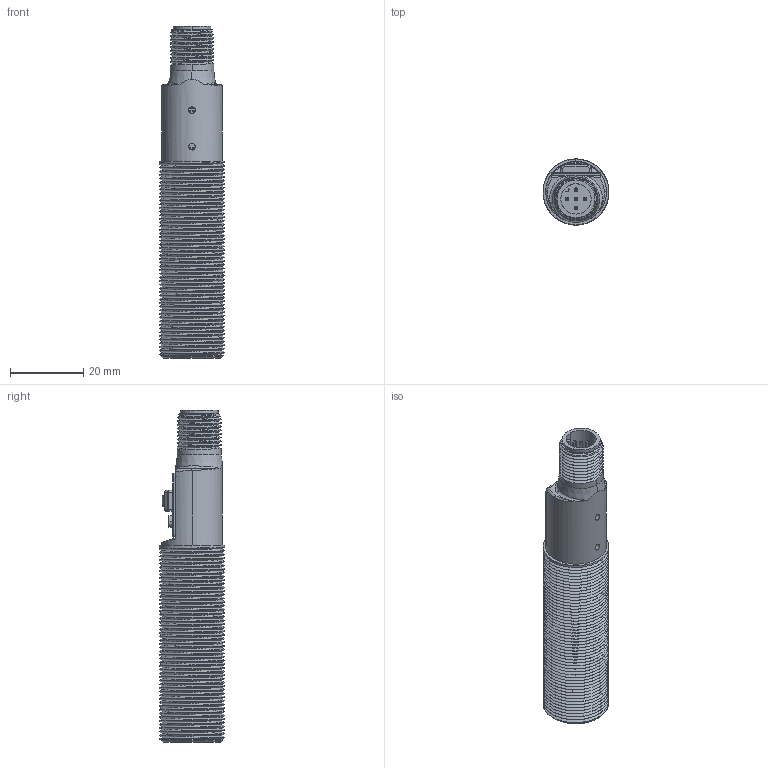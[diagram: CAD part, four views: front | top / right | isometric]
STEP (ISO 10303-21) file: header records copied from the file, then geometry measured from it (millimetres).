
FILE_DESCRIPTION((''),'2;1');
FILE_NAME('159578_ASM','2015-10-21T',('pdmadmin'),(''),'PRO/ENGINEER BY PARAMETRIC TECHNOLOGY CORPORATION, 2013230','PRO/ENGINEER BY PARAMETRIC TECHNOLOGY CORPORATION, 2013230','');
FILE_SCHEMA(('CONFIG_CONTROL_DESIGN'));
Products named in the file (10): 65018; 41089; 67463; 65020; 65019; 115456_ASM; 112049; 67015; 111771; 159578_ASM
Assembly tree (9 placements, depth 3):
  159578_ASM
    65018
    41089
    67463
    115456_ASM
      65020
      65019
    112049
    67015
    111771
Bounding box: 18 x 18 x 90.76 mm (x, y, z)
Volume: 7319.8 mm3; surface area: 16485.8 mm2
Topology: 8 solids, 8 shells, 594 faces, 1485 edges, 930 vertices
Faces by surface type: cylinder 272, plane 193, bspline 86, cone 23, torus 16, sphere 4
Entity records: 35398 total; most frequent: CARTESIAN_POINT 21806, ORIENTED_EDGE 2946, DIRECTION 2524, EDGE_CURVE 1473, VERTEX_POINT 930, AXIS2_PLACEMENT_3D 902, VECTOR 720, LINE 720
